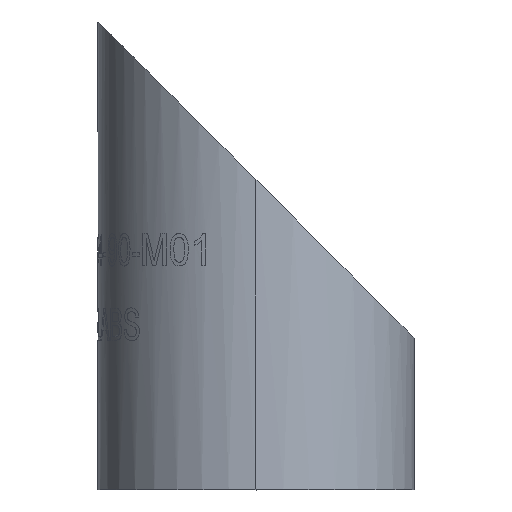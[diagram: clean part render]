
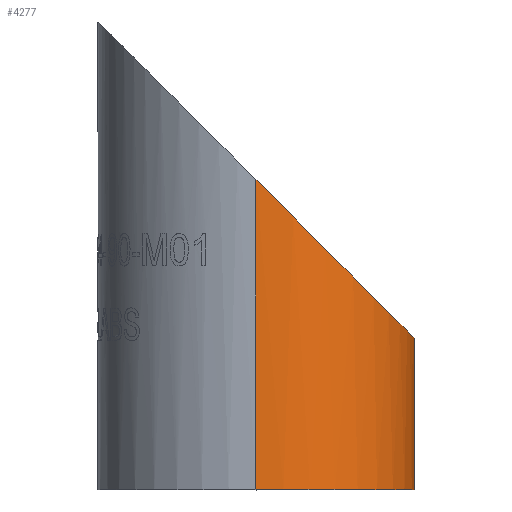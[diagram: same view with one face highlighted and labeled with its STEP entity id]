
A CAD part, top view. The second image highlights one B-rep face of the part: STEP entity #4277.
In plain terms, the highlighted cylindrical face has radius 6.35 mm (diameter 12.7 mm), a partial arc.
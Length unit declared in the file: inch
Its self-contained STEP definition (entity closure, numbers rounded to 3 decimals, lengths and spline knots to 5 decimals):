
#10 = CARTESIAN_POINT ( 'NONE',  ( 0.20743, -0.11084, 0.0978 ) ) ;
#18 = CARTESIAN_POINT ( 'NONE',  ( 0.0064, 0.0902, -0.27999 ) ) ;
#216 = DIRECTION ( 'NONE',  ( 0., -1., 0. ) ) ;
#279 = VECTOR ( 'NONE', #6001, 39.37008 ) ;
#446 = CARTESIAN_POINT ( 'NONE',  ( 0.0275, 0.06909, 0.21763 ) ) ;
#451 = CARTESIAN_POINT ( 'NONE',  ( 0.17701, -0.08042, -0.1994 ) ) ;
#456 = VERTEX_POINT ( 'NONE', #1544 ) ;
#467 = CARTESIAN_POINT ( 'NONE',  ( 0.22404, -0.12745, 0.06573 ) ) ;
#516 = DIRECTION ( 'NONE',  ( 0., -1., 0. ) ) ;
#518 = VERTEX_POINT ( 'NONE', #548 ) ;
#548 = CARTESIAN_POINT ( 'NONE',  ( -0.00762, 0.10421, -0.27999 ) ) ;
#769 = VERTEX_POINT ( 'NONE', #4355 ) ;
#847 = ORIENTED_EDGE ( 'NONE', *, *, #2632, .F. ) ;
#925 = CARTESIAN_POINT ( 'NONE',  ( 0.0622, 0.03439, 0.21049 ) ) ;
#929 = CARTESIAN_POINT ( 'NONE',  ( 0.14756, -0.05097, -0.22616 ) ) ;
#948 = CARTESIAN_POINT ( 'NONE',  ( 0.23763, -0.14104, 0.01946 ) ) ;
#994 = DIRECTION ( 'NONE',  ( 0., 0., -1. ) ) ;
#1157 = CYLINDRICAL_SURFACE ( 'NONE', #3262, 0.25 ) ;
#1372 = CARTESIAN_POINT ( 'NONE',  ( 0.24179, -0.1452, -0.04982 ) ) ;
#1382 = EDGE_CURVE ( 'NONE', #769, #5370, #2507, .T. ) ;
#1386 = CARTESIAN_POINT ( 'NONE',  ( 0.10249, -0.0059, 0.19495 ) ) ;
#1394 = CARTESIAN_POINT ( 'NONE',  ( 0.12877, -0.03217, -0.23965 ) ) ;
#1407 = CARTESIAN_POINT ( 'NONE',  ( 0.24178, -0.14519, -0.01004 ) ) ;
#1415 = DIRECTION ( 'NONE',  ( 0., 1., 0. ) ) ;
#1530 = B_SPLINE_CURVE_WITH_KNOTS ( 'NONE', 3,
 ( #5958, #2728, #1372, #4603, #1834, #5054, #2309, #5529, #2768, #5996, #3241, #451, #3702, #929, #4166, #1394, #4625, #1859, #5076, #2331, #5552, #2792, #18, #3265 ),
 .UNSPECIFIED., .F., .F.,
 ( 4, 2, 2, 2, 2, 2, 2, 2, 2, 2, 2, 4 ),
 ( 0.02419, 0.02495, 0.0257, 0.02646, 0.02722, 0.02873, 0.03024, 0.03099, 0.03175, 0.03326, 0.03477, 0.03628 ),
 .UNSPECIFIED. ) ;
#1544 = CARTESIAN_POINT ( 'NONE',  ( -0.00762, -0.38582, -0.27999 ) ) ;
#1834 = CARTESIAN_POINT ( 'NONE',  ( 0.23764, -0.14105, -0.07938 ) ) ;
#1838 = CARTESIAN_POINT ( 'NONE',  ( -0.00762, 0.40158, -0.27999 ) ) ;
#1850 = CARTESIAN_POINT ( 'NONE',  ( 0.14135, -0.04476, 0.1714 ) ) ;
#1859 = CARTESIAN_POINT ( 'NONE',  ( 0.10263, -0.00604, -0.25487 ) ) ;
#1876 = CARTESIAN_POINT ( 'NONE',  ( 0.24238, -0.14579, -0.02999 ) ) ;
#2222 = ORIENTED_EDGE ( 'NONE', *, *, #3254, .F. ) ;
#2230 = CIRCLE ( 'NONE', #4190, 0.25 ) ;
#2295 = LINE ( 'NONE', #4378, #5975 ) ;
#2306 = CARTESIAN_POINT ( 'NONE',  ( -0.00063, 0.09722, 0.22001 ) ) ;
#2309 = CARTESIAN_POINT ( 'NONE',  ( 0.23028, -0.13369, -0.1074 ) ) ;
#2326 = CARTESIAN_POINT ( 'NONE',  ( 0.17695, -0.08035, 0.13948 ) ) ;
#2331 = CARTESIAN_POINT ( 'NONE',  ( 0.06221, 0.03439, -0.27047 ) ) ;
#2507 = B_SPLINE_CURVE_WITH_KNOTS ( 'NONE', 3,
 ( #5520, #2306, #5989, #3234, #446, #3696, #925, #4159, #1386, #4615, #1850, #5070, #2326, #5545, #2784, #10, #3256, #467, #3719, #948, #4187, #1407, #4642, #1876 ),
 .UNSPECIFIED., .F., .F.,
 ( 4, 2, 2, 2, 2, 2, 2, 2, 2, 2, 2, 4 ),
 ( 0.0121, 0.01286, 0.01361, 0.01512, 0.01664, 0.01815, 0.01966, 0.02041, 0.02117, 0.02268, 0.02344, 0.02419 ),
 .UNSPECIFIED. ) ;
#2622 = ORIENTED_EDGE ( 'NONE', *, *, #1382, .F. ) ;
#2632 = EDGE_CURVE ( 'NONE', #5370, #518, #1530, .T. ) ;
#2663 = FACE_OUTER_BOUND ( 'NONE', #5956, .T. ) ;
#2726 = LINE ( 'NONE', #1838, #279 ) ;
#2728 = CARTESIAN_POINT ( 'NONE',  ( 0.24238, -0.14579, -0.03992 ) ) ;
#2768 = CARTESIAN_POINT ( 'NONE',  ( 0.22, -0.12341, -0.13378 ) ) ;
#2784 = CARTESIAN_POINT ( 'NONE',  ( 0.19794, -0.10135, 0.11256 ) ) ;
#2792 = CARTESIAN_POINT ( 'NONE',  ( 0.02057, 0.07603, -0.2788 ) ) ;
#2831 = CARTESIAN_POINT ( 'NONE',  ( -0.00762, 0.40158, -0.02999 ) ) ;
#2884 = CARTESIAN_POINT ( 'NONE',  ( 0.24238, -0.14579, -0.02999 ) ) ;
#2985 = ORIENTED_EDGE ( 'NONE', *, *, #5090, .T. ) ;
#3234 = CARTESIAN_POINT ( 'NONE',  ( 0.02044, 0.07615, 0.21853 ) ) ;
#3241 = CARTESIAN_POINT ( 'NONE',  ( 0.19829, -0.10169, -0.17279 ) ) ;
#3254 = EDGE_CURVE ( 'NONE', #518, #456, #2726, .T. ) ;
#3256 = CARTESIAN_POINT ( 'NONE',  ( 0.21185, -0.11526, 0.09007 ) ) ;
#3262 = AXIS2_PLACEMENT_3D ( 'NONE', #2831, #516, #994 ) ;
#3265 = CARTESIAN_POINT ( 'NONE',  ( -0.00762, 0.10421, -0.27999 ) ) ;
#3696 = CARTESIAN_POINT ( 'NONE',  ( 0.04846, 0.04814, 0.21405 ) ) ;
#3702 = CARTESIAN_POINT ( 'NONE',  ( 0.1656, -0.06901, -0.21094 ) ) ;
#3719 = CARTESIAN_POINT ( 'NONE',  ( 0.23079, -0.13419, 0.0477 ) ) ;
#4159 = CARTESIAN_POINT ( 'NONE',  ( 0.08922, 0.00738, 0.20094 ) ) ;
#4166 = CARTESIAN_POINT ( 'NONE',  ( 0.14139, -0.0448, -0.23087 ) ) ;
#4187 = CARTESIAN_POINT ( 'NONE',  ( 0.23939, -0.1428, 0.00981 ) ) ;
#4190 = AXIS2_PLACEMENT_3D ( 'NONE', #4196, #1415, #4647 ) ;
#4196 = CARTESIAN_POINT ( 'NONE',  ( -0.00762, -0.38582, -0.02999 ) ) ;
#4277 = ADVANCED_FACE ( 'NONE', ( #2663 ), #1157, .T. ) ;
#4355 = CARTESIAN_POINT ( 'NONE',  ( -0.00762, 0.10421, 0.22001 ) ) ;
#4378 = CARTESIAN_POINT ( 'NONE',  ( -0.00762, 0.40158, 0.22001 ) ) ;
#4498 = EDGE_CURVE ( 'NONE', #5722, #456, #2230, .T. ) ;
#4603 = CARTESIAN_POINT ( 'NONE',  ( 0.23943, -0.14283, -0.06958 ) ) ;
#4615 = CARTESIAN_POINT ( 'NONE',  ( 0.12851, -0.03192, 0.18023 ) ) ;
#4625 = CARTESIAN_POINT ( 'NONE',  ( 0.12228, -0.02569, -0.24372 ) ) ;
#4642 = CARTESIAN_POINT ( 'NONE',  ( 0.24238, -0.14579, -0.02005 ) ) ;
#4647 = DIRECTION ( 'NONE',  ( 0., 0., 1. ) ) ;
#5054 = CARTESIAN_POINT ( 'NONE',  ( 0.23308, -0.13648, -0.09824 ) ) ;
#5070 = CARTESIAN_POINT ( 'NONE',  ( 0.16553, -0.06893, 0.15103 ) ) ;
#5076 = CARTESIAN_POINT ( 'NONE',  ( 0.08929, 0.0073, -0.26089 ) ) ;
#5090 = EDGE_CURVE ( 'NONE', #769, #5722, #2295, .T. ) ;
#5212 = ORIENTED_EDGE ( 'NONE', *, *, #4498, .T. ) ;
#5370 = VERTEX_POINT ( 'NONE', #2884 ) ;
#5483 = CARTESIAN_POINT ( 'NONE',  ( -0.00762, -0.38582, 0.22001 ) ) ;
#5520 = CARTESIAN_POINT ( 'NONE',  ( -0.00762, 0.10421, 0.22001 ) ) ;
#5529 = CARTESIAN_POINT ( 'NONE',  ( 0.22374, -0.12715, -0.12519 ) ) ;
#5545 = CARTESIAN_POINT ( 'NONE',  ( 0.19284, -0.09625, 0.11963 ) ) ;
#5552 = CARTESIAN_POINT ( 'NONE',  ( 0.04846, 0.04814, -0.27403 ) ) ;
#5722 = VERTEX_POINT ( 'NONE', #5483 ) ;
#5956 = EDGE_LOOP ( 'NONE', ( #2622, #2985, #5212, #2222, #847 ) ) ;
#5958 = CARTESIAN_POINT ( 'NONE',  ( 0.24238, -0.14579, -0.02999 ) ) ;
#5975 = VECTOR ( 'NONE', #216, 39.37008 ) ;
#5989 = CARTESIAN_POINT ( 'NONE',  ( 0.00639, 0.09021, 0.21972 ) ) ;
#5996 = CARTESIAN_POINT ( 'NONE',  ( 0.2078, -0.11121, -0.15814 ) ) ;
#6001 = DIRECTION ( 'NONE',  ( 0., -1., 0. ) ) ;
